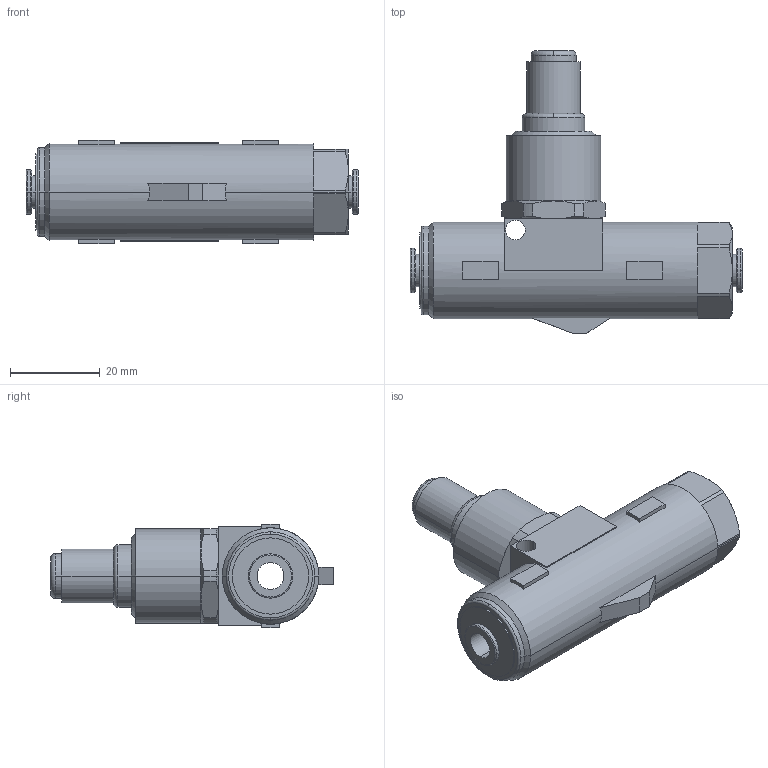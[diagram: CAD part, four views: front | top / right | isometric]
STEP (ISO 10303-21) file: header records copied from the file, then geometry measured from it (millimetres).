
FILE_DESCRIPTION(('STEP AP214'),'1');
FILE_NAME('7316_06_00.stp','2016-07-07T14:31:17',('TraceParts'),('TraceParts S.A.'),'Spatial InterOp 3D',' ',' ');
FILE_SCHEMA(('automotive_design'));
Length unit declared in the file: millimetre
Products named in the file (2): 1; 2
Bounding box: 74 x 63 x 23 mm (x, y, z)
Volume: 33640.5 mm3; surface area: 11550.7 mm2
Topology: 2 solids, 2 shells, 155 faces, 374 edges, 238 vertices
Faces by surface type: plane 71, cylinder 38, cone 36, torus 10
Entity records: 4622 total; most frequent: CARTESIAN_POINT 913, DIRECTION 824, ORIENTED_EDGE 748, EDGE_CURVE 374, AXIS2_PLACEMENT_3D 329, VERTEX_POINT 238, EDGE_LOOP 174, CIRCLE 168
